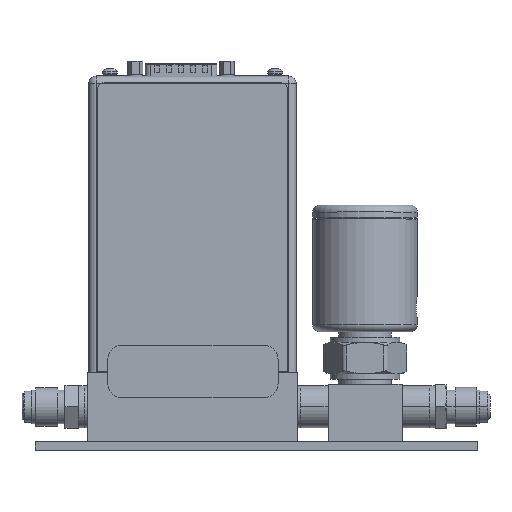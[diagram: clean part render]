
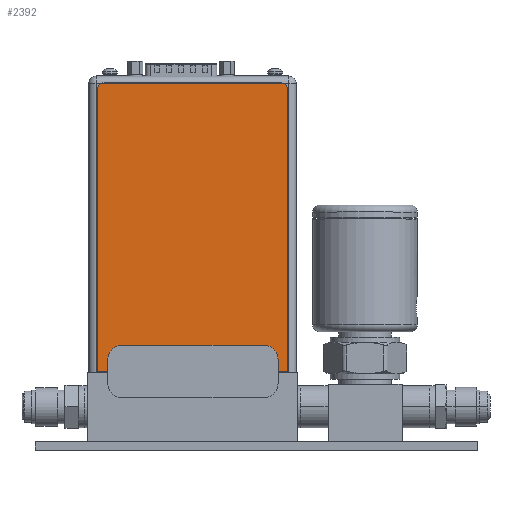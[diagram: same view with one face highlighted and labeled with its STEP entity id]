
A CAD part, top view. The second image highlights one B-rep face of the part: STEP entity #2392.
In plain terms, the highlighted planar face has unit normal (0, 0, 1).
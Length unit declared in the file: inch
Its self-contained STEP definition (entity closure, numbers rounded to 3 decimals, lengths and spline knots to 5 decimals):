
#2225=CARTESIAN_POINT('',(2.63,4.04,0.004));
#2226=DIRECTION('',(0.,0.,1.));
#2227=DIRECTION('',(1.,0.,0.));
#2228=AXIS2_PLACEMENT_3D('',#2225,#2226,#2227);
#2230=DIRECTION('',(0.,1.,0.));
#2231=VECTOR('',#2230,4.04);
#2232=CARTESIAN_POINT('',(2.73,0.,0.004));
#2233=LINE('',#2232,#2231);
#2234=DIRECTION('',(1.,0.,0.));
#2235=VECTOR('',#2234,2.73);
#2236=CARTESIAN_POINT('',(0.,0.,0.004));
#2237=LINE('',#2236,#2235);
#2238=DIRECTION('',(0.,-1.,0.));
#2239=VECTOR('',#2238,4.04);
#2240=CARTESIAN_POINT('',(0.,4.04,0.004));
#2241=LINE('',#2240,#2239);
#2242=CARTESIAN_POINT('',(0.1,4.04,0.004));
#2243=DIRECTION('',(0.,0.,1.));
#2244=DIRECTION('',(0.,1.,0.));
#2245=AXIS2_PLACEMENT_3D('',#2242,#2243,#2244);
#2247=DIRECTION('',(-1.,0.,0.));
#2248=VECTOR('',#2247,2.53);
#2249=CARTESIAN_POINT('',(2.63,4.14,0.004));
#2250=LINE('',#2249,#2248);
#2255=CARTESIAN_POINT('',(0.,0.,0.004));
#2256=CARTESIAN_POINT('',(2.73,0.,0.004));
#2257=VERTEX_POINT('',#2255);
#2258=VERTEX_POINT('',#2256);
#2263=CARTESIAN_POINT('',(2.73,4.04,0.004));
#2264=VERTEX_POINT('',#2263);
#2265=CARTESIAN_POINT('',(2.63,4.14,0.004));
#2266=VERTEX_POINT('',#2265);
#2271=CARTESIAN_POINT('',(0.1,4.14,0.004));
#2272=VERTEX_POINT('',#2271);
#2273=CARTESIAN_POINT('',(0.,4.04,0.004));
#2274=VERTEX_POINT('',#2273);
#2379=CARTESIAN_POINT('',(0.,0.,0.004));
#2380=DIRECTION('',(0.,0.,1.));
#2381=DIRECTION('',(1.,0.,0.));
#2382=AXIS2_PLACEMENT_3D('',#2379,#2380,#2381);
#2383=PLANE('',#2382);
#2384=ORIENTED_EDGE('',*,*,#2303,.F.);
#2385=ORIENTED_EDGE('',*,*,#2319,.F.);
#2386=ORIENTED_EDGE('',*,*,#2332,.F.);
#2387=ORIENTED_EDGE('',*,*,#2345,.F.);
#2388=ORIENTED_EDGE('',*,*,#2360,.F.);
#2389=ORIENTED_EDGE('',*,*,#2372,.F.);
#2390=EDGE_LOOP('',(#2384,#2385,#2386,#2387,#2388,#2389));
#2391=FACE_OUTER_BOUND('',#2390,.F.);
#2392=ADVANCED_FACE('',(#2391),#2383,.T.);
#2229=CIRCLE('',#2228,0.1);
#2246=CIRCLE('',#2245,0.1);
#2303=EDGE_CURVE('',#2264,#2266,#2229,.T.);
#2319=EDGE_CURVE('',#2258,#2264,#2233,.T.);
#2332=EDGE_CURVE('',#2257,#2258,#2237,.T.);
#2345=EDGE_CURVE('',#2274,#2257,#2241,.T.);
#2360=EDGE_CURVE('',#2272,#2274,#2246,.T.);
#2372=EDGE_CURVE('',#2266,#2272,#2250,.T.);
